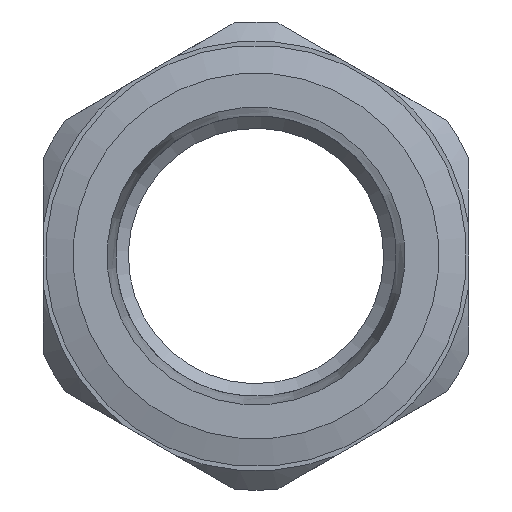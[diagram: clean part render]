
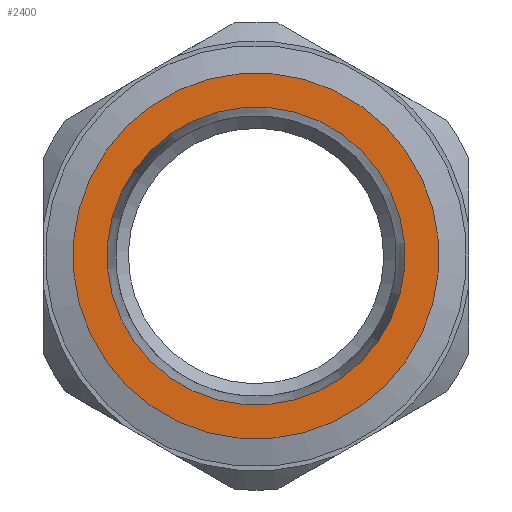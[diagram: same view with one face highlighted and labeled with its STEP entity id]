
A CAD part, left-side view. The second image highlights one B-rep face of the part: STEP entity #2400.
In plain terms, the highlighted planar face has unit normal (-1, 0, 0).
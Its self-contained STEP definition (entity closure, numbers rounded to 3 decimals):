
#271=FACE_BOUND('',#591,.T.);
#307=PLANE('',#2903);
#434=FACE_OUTER_BOUND('',#590,.T.);
#590=EDGE_LOOP('',(#2222,#2223));
#591=EDGE_LOOP('',(#2224,#2225));
#973=CIRCLE('',#2878,17.5);
#974=CIRCLE('',#2879,17.5);
#977=CIRCLE('',#2883,21.5);
#978=CIRCLE('',#2884,21.5);
#1212=VERTEX_POINT('',#4424);
#1213=VERTEX_POINT('',#4426);
#1216=VERTEX_POINT('',#4434);
#1217=VERTEX_POINT('',#4436);
#1539=EDGE_CURVE('',#1213,#1212,#973,.T.);
#1540=EDGE_CURVE('',#1212,#1213,#974,.T.);
#1544=EDGE_CURVE('',#1217,#1216,#977,.T.);
#1545=EDGE_CURVE('',#1216,#1217,#978,.T.);
#2222=ORIENTED_EDGE('',*,*,#1544,.T.);
#2223=ORIENTED_EDGE('',*,*,#1545,.T.);
#2224=ORIENTED_EDGE('',*,*,#1539,.T.);
#2225=ORIENTED_EDGE('',*,*,#1540,.T.);
#2400=ADVANCED_FACE('',(#434,#271),#307,.T.);
#2878=AXIS2_PLACEMENT_3D('',#4427,#3651,#3652);
#2879=AXIS2_PLACEMENT_3D('',#4428,#3653,#3654);
#2883=AXIS2_PLACEMENT_3D('',#4437,#3662,#3663);
#2884=AXIS2_PLACEMENT_3D('',#4438,#3664,#3665);
#2903=AXIS2_PLACEMENT_3D('',#4468,#3704,#3705);
#3651=DIRECTION('center_axis',(1.,0.,0.));
#3652=DIRECTION('ref_axis',(0.,1.,0.));
#3653=DIRECTION('center_axis',(1.,0.,0.));
#3654=DIRECTION('ref_axis',(0.,1.,0.));
#3662=DIRECTION('center_axis',(-1.,0.,0.));
#3663=DIRECTION('ref_axis',(0.,1.,0.));
#3664=DIRECTION('center_axis',(-1.,0.,0.));
#3665=DIRECTION('ref_axis',(0.,1.,0.));
#3704=DIRECTION('center_axis',(-1.,0.,0.));
#3705=DIRECTION('ref_axis',(0.,0.,1.));
#4424=CARTESIAN_POINT('',(0.,-17.5,0.));
#4426=CARTESIAN_POINT('',(0.,17.5,0.));
#4427=CARTESIAN_POINT('Origin',(0.,0.,0.));
#4428=CARTESIAN_POINT('Origin',(0.,0.,0.));
#4434=CARTESIAN_POINT('',(0.,-21.5,0.));
#4436=CARTESIAN_POINT('',(0.,21.5,0.));
#4437=CARTESIAN_POINT('Origin',(0.,0.,0.));
#4438=CARTESIAN_POINT('Origin',(0.,0.,0.));
#4468=CARTESIAN_POINT('Origin',(0.,0.,0.));
